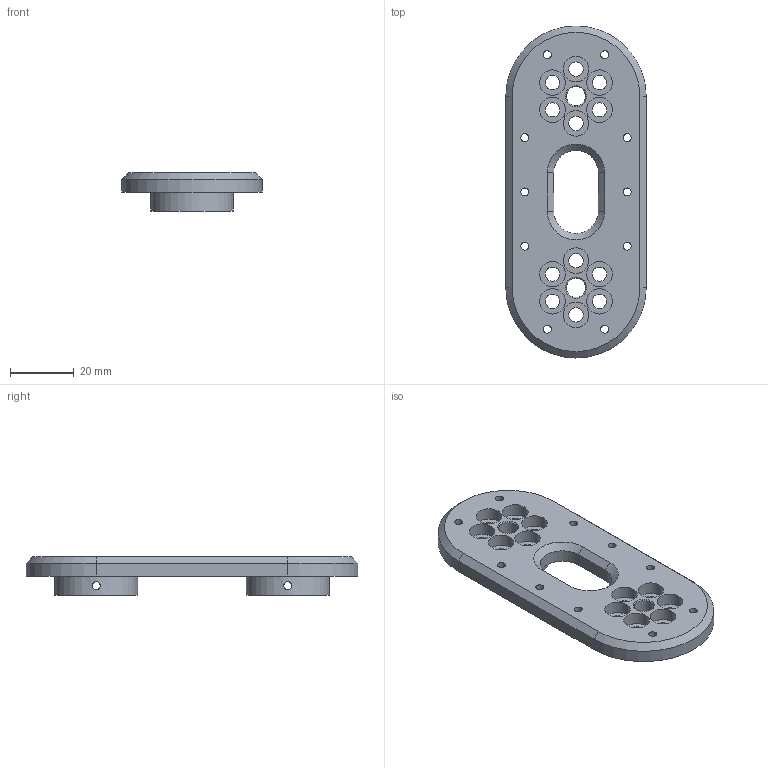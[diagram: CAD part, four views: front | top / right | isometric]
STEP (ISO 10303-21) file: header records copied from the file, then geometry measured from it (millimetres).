
FILE_DESCRIPTION(/* description */ ('STEP AP242','CAx-IF Rec.Pracs.---Representation and Presentation of Product Manufacturing Information (PMI)---4.0---2014-10-13','CAx-IF Rec.Pracs.---3D Tessellated Geometry---0.4---2014-09-14','2;1'),/* implementation_level */ '2;1');
FILE_NAME(/* name */ '658a540ee1eb5917e2b52a63',/* time_stamp */ '2023-12-26T04:18:22Z',/* author */ (''),/* organization */ (''),/* preprocessor_version */ 'ST-DEVELOPER v19.4',/* originating_system */ ' ',/* authorisation */ ' ');
FILE_SCHEMA (('AP242_MANAGED_MODEL_BASED_3D_ENGINEERING_MIM_LF { 1 0 10303 442 1 1 4 }'));
Length unit declared in the file: metre
Products named in the file (1): Part 1
Bounding box: 44 x 104 x 12 mm (x, y, z)
Volume: 23638.6 mm3; surface area: 13398 mm2
Topology: 1 solids, 1 shells, 76 faces, 200 edges, 136 vertices
Faces by surface type: cylinder 46, plane 24, cone 6
Full cylindrical faces by diameter (mm): 2.5 x14, 4.5 x12, 6 x2, 8 x12, 26 x2
Entity records: 2126 total; most frequent: CARTESIAN_POINT 393, DIRECTION 362, ORIENTED_EDGE 252, EDGE_LOOP 192, FACE_BOUND 192, AXIS2_PLACEMENT_3D 167, EDGE_CURVE 126, VERTEX_POINT 110
